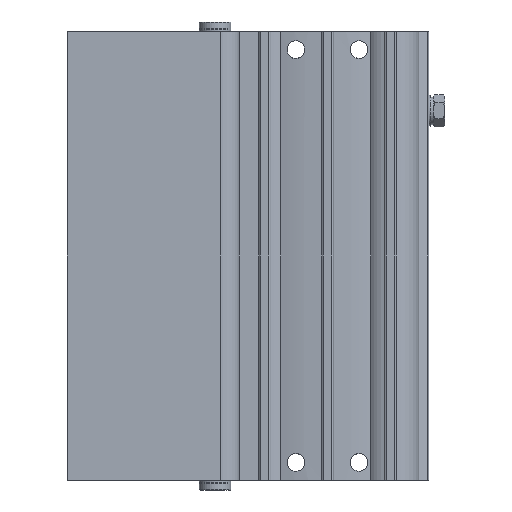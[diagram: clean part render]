
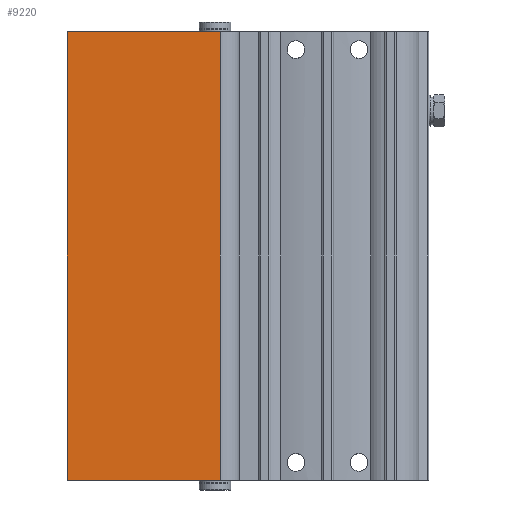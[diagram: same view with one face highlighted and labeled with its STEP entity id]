
A CAD part, front view. The second image highlights one B-rep face of the part: STEP entity #9220.
In plain terms, the highlighted planar face has unit normal (0, -1, 0).
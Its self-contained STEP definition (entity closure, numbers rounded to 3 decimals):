
#538=LINE('',#14479,#1307);
#598=LINE('',#14750,#1367);
#599=LINE('',#14752,#1368);
#600=LINE('',#14754,#1369);
#1307=VECTOR('',#11492,1000.);
#1367=VECTOR('',#11682,1000.);
#1368=VECTOR('',#11685,1000.);
#1369=VECTOR('',#11686,1000.);
#2344=ORIENTED_EDGE('',*,*,#4785,.T.);
#2345=ORIENTED_EDGE('',*,*,#4786,.F.);
#2346=ORIENTED_EDGE('',*,*,#4682,.F.);
#2347=ORIENTED_EDGE('',*,*,#4784,.T.);
#4682=EDGE_CURVE('',#5931,#5932,#538,.T.);
#4784=EDGE_CURVE('',#5931,#6001,#598,.T.);
#4785=EDGE_CURVE('',#6001,#6002,#599,.T.);
#4786=EDGE_CURVE('',#5932,#6002,#600,.T.);
#5931=VERTEX_POINT('',#14478);
#5932=VERTEX_POINT('',#14480);
#6001=VERTEX_POINT('',#14749);
#6002=VERTEX_POINT('',#14753);
#7160=EDGE_LOOP('',(#2344,#2345,#2346,#2347));
#8067=FACE_BOUND('',#7160,.T.);
#8874=PLANE('',#10258);
#9220=ADVANCED_FACE('',(#8067),#8874,.F.);
#10258=AXIS2_PLACEMENT_3D('',#14751,#11683,#11684);
#11492=DIRECTION('',(1.,0.,0.));
#11682=DIRECTION('',(0.,0.,-1.));
#11683=DIRECTION('',(0.,1.,0.));
#11684=DIRECTION('',(0.,0.,1.));
#11685=DIRECTION('',(1.,0.,0.));
#11686=DIRECTION('',(0.,0.,-1.));
#14478=CARTESIAN_POINT('',(52.8,-23.,113.5));
#14479=CARTESIAN_POINT('',(52.8,-23.,113.5));
#14480=CARTESIAN_POINT('',(91.5,-23.,113.5));
#14749=CARTESIAN_POINT('',(52.8,-23.,0.));
#14750=CARTESIAN_POINT('',(52.8,-23.,113.5));
#14751=CARTESIAN_POINT('',(52.8,-23.,113.5));
#14752=CARTESIAN_POINT('',(52.8,-23.,0.));
#14753=CARTESIAN_POINT('',(91.5,-23.,0.));
#14754=CARTESIAN_POINT('',(91.5,-23.,113.5));
